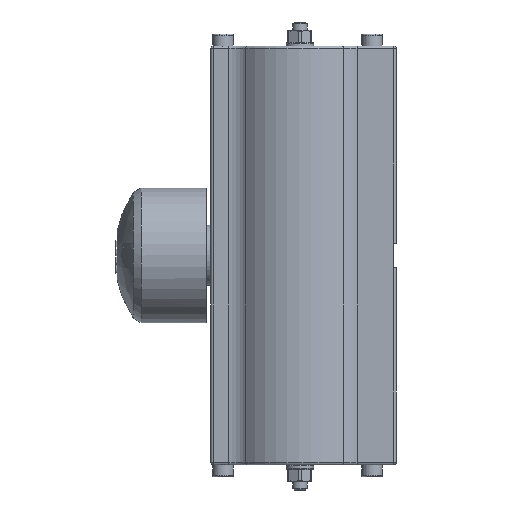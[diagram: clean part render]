
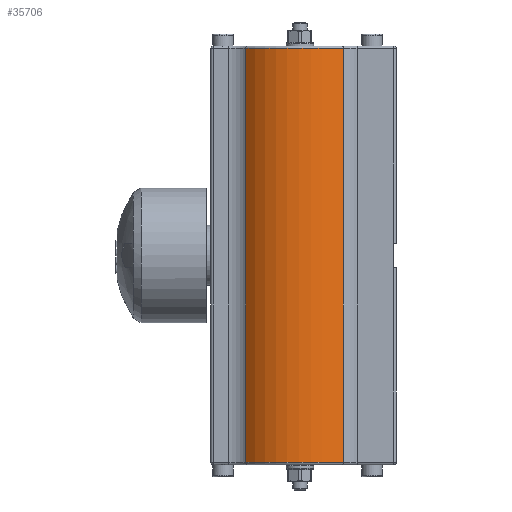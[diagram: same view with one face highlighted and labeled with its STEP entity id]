
A CAD part, left-side view. The second image highlights one B-rep face of the part: STEP entity #35706.
In plain terms, the highlighted cylindrical face has radius 31.5 mm (diameter 63 mm), a partial arc.
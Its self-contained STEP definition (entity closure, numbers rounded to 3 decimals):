
#3435=LINE('',#65606,#6037);
#3436=LINE('',#65608,#6038);
#6037=VECTOR('',#46755,10.);
#6038=VECTOR('',#46758,10.);
#8972=CYLINDRICAL_SURFACE('',#38674,31.5);
#11164=FACE_OUTER_BOUND('',#13488,.T.);
#13488=EDGE_LOOP('',(#31392,#31393,#31394,#31395));
#14914=CIRCLE('',#38197,31.5);
#15101=CIRCLE('',#38602,31.5);
#17679=VERTEX_POINT('',#61904);
#17682=VERTEX_POINT('',#61909);
#18151=VERTEX_POINT('',#65460);
#18153=VERTEX_POINT('',#65463);
#21901=EDGE_CURVE('',#17682,#17679,#14914,.T.);
#22651=EDGE_CURVE('',#18153,#18151,#15101,.T.);
#22723=EDGE_CURVE('',#17679,#18151,#3435,.T.);
#22724=EDGE_CURVE('',#17682,#18153,#3436,.T.);
#31392=ORIENTED_EDGE('',*,*,#22723,.F.);
#31393=ORIENTED_EDGE('',*,*,#21901,.F.);
#31394=ORIENTED_EDGE('',*,*,#22724,.T.);
#31395=ORIENTED_EDGE('',*,*,#22651,.T.);
#35706=ADVANCED_FACE('',(#11164),#8972,.T.);
#38197=AXIS2_PLACEMENT_3D('',#61911,#45378,#45379);
#38602=AXIS2_PLACEMENT_3D('',#65464,#46579,#46580);
#38674=AXIS2_PLACEMENT_3D('',#65607,#46756,#46757);
#45378=DIRECTION('center_axis',(0.,0.,
-1.));
#45379=DIRECTION('ref_axis',(-0.996,0.093,0.));
#46579=DIRECTION('center_axis',(0.,0.,-1.));
#46580=DIRECTION('ref_axis',(-0.996,0.093,0.));
#46755=DIRECTION('',(0.,0.,1.));
#46756=DIRECTION('center_axis',(0.,0.,1.));
#46757=DIRECTION('ref_axis',(-0.699,0.715,0.));
#46758=DIRECTION('',(0.,0.,1.));
#61904=CARTESIAN_POINT('',(-51.083,14.54,-71.422));
#61909=CARTESIAN_POINT('',(-54.878,-26.055,-71.422));
#61911=CARTESIAN_POINT('Origin',(-29.071,-7.993,-71.422));
#65460=CARTESIAN_POINT('',(-51.083,14.54,100.578));
#65463=CARTESIAN_POINT('',(-54.878,-26.055,100.578));
#65464=CARTESIAN_POINT('Origin',(-29.071,-7.993,100.578));
#65606=CARTESIAN_POINT('',(-51.083,14.54,14.578));
#65607=CARTESIAN_POINT('Origin',(-29.071,-7.993,14.578));
#65608=CARTESIAN_POINT('',(-54.878,-26.055,14.578));
